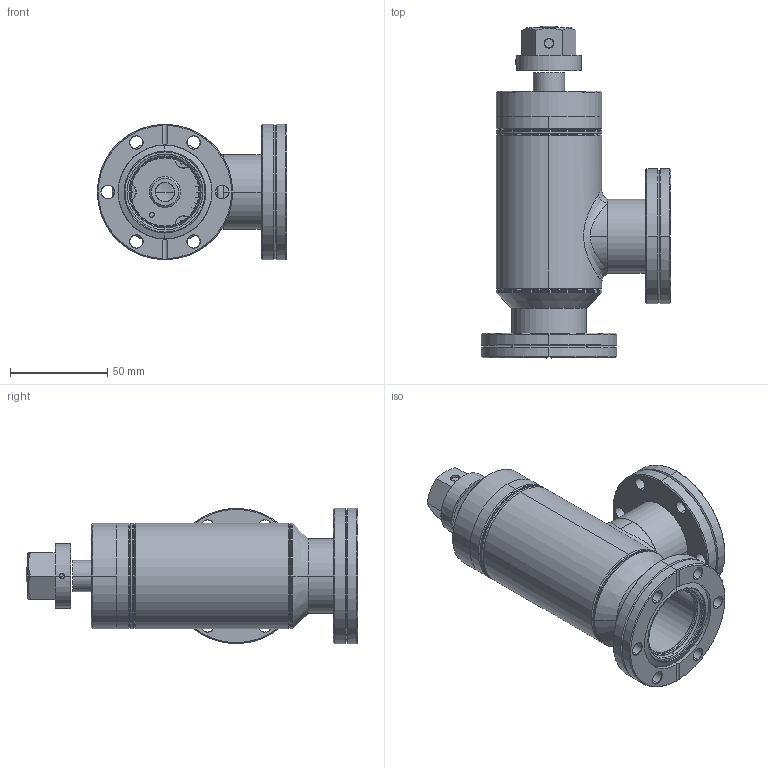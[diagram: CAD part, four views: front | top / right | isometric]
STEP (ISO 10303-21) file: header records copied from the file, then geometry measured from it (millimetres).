
FILE_DESCRIPTION (( 'STEP AP214' ), '1' );
FILE_NAME ('512-AMV2-C40.STEP', '2021-05-04T10:51:38', ( '' ), ( '' ), 'SwSTEP 2.0', 'SolidWorks 2017', '' );
FILE_SCHEMA (( 'AUTOMOTIVE_DESIGN' ));
Length unit declared in the file: millimetre
Products named in the file (1): 512-AMV2-C40
Bounding box: 97.25 x 170.43 x 69.5 mm (x, y, z)
Surface area: 66751.7 mm2 (no closed solid volume)
Topology: 0 solids, 22 shells, 309 faces, 796 edges, 511 vertices
Faces by surface type: cylinder 110, cone 100, plane 81, bspline 18
Entity records: 15313 total; most frequent: CARTESIAN_POINT 7731, DIRECTION 1598, ORIENTED_EDGE 1455, EDGE_CURVE 796, AXIS2_PLACEMENT_3D 632, VERTEX_POINT 511, EDGE_LOOP 373, CIRCLE 340
